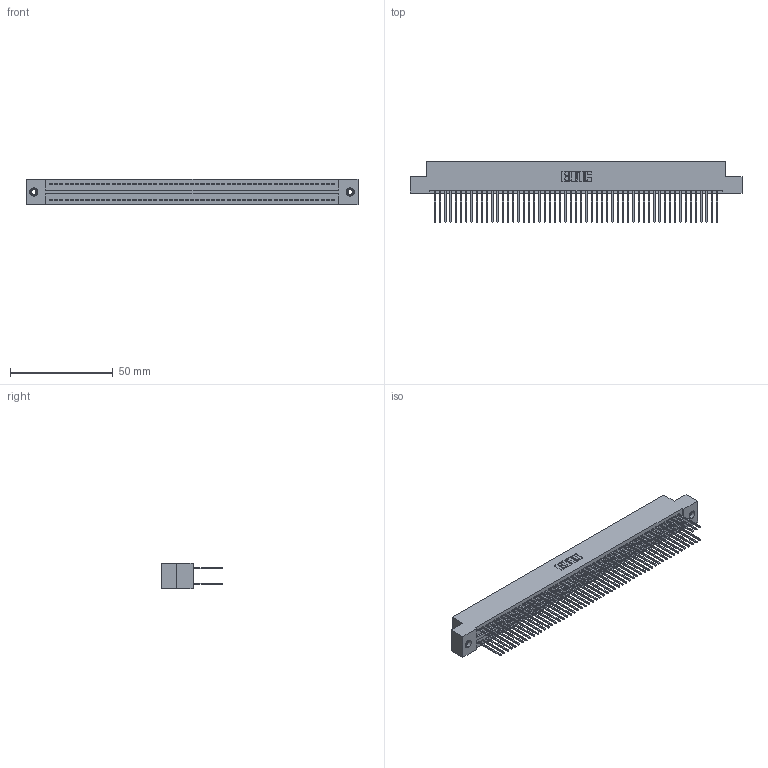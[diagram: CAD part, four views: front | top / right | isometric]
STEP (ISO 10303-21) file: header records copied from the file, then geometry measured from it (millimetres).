
FILE_DESCRIPTION (( 'STEP AP203' ), '1' );
FILE_NAME ('325-110-540-208.STEP', '2020-02-25T07:44:33', ( '' ), ( '' ), 'SwSTEP 2.0', 'SolidWorks 2016', '' );
FILE_SCHEMA (( 'CONFIG_CONTROL_DESIGN' ));
Length unit declared in the file: inch
Products named in the file (4): 325-110-540-208; 325 Part_TI; 325-292-001_325-293-140; 345-250-001_345-250-003-102
Assembly tree (113 placements, depth 2):
  325-110-540-208
    325 Part_TI
    325-292-001_325-293-140  x110
    345-250-001_345-250-003-102  x2
Bounding box: 161.42 x 29.46 x 12.45 mm (x, y, z)
Volume: 21365.6 mm3; surface area: 28167.2 mm2
Topology: 113 solids, 113 shells, 5894 faces, 17497 edges, 11510 vertices
Faces by surface type: plane 4062, cylinder 1816, cone 12, torus 4
Entity records: 34906 total; most frequent: CARTESIAN_POINT 5753, ORIENTED_EDGE 5682, DIRECTION 4923, EDGE_CURVE 2841, LINE 2693, VECTOR 2693, VERTEX_POINT 1888, AXIS2_PLACEMENT_3D 1115
